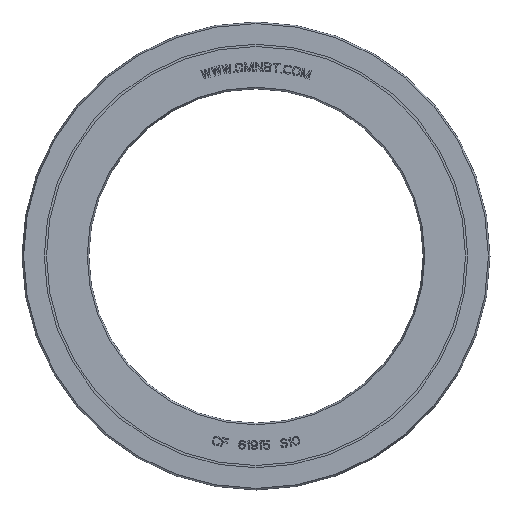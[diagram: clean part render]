
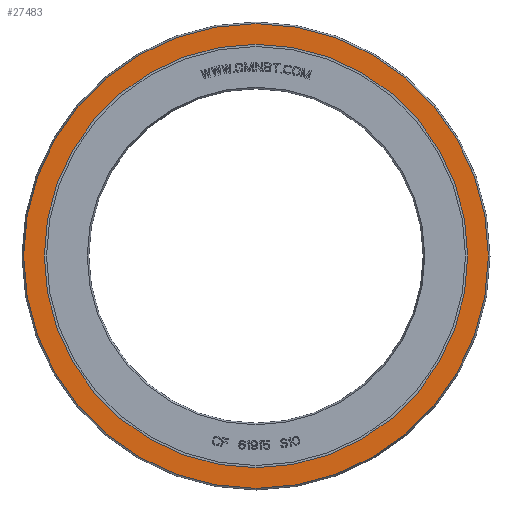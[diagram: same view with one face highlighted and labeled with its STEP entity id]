
A CAD part, front view. The second image highlights one B-rep face of the part: STEP entity #27483.
In plain terms, the highlighted planar face has unit normal (0, -1, 0).
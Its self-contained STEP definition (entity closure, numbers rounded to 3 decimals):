
#27002=CARTESIAN_POINT('',(0.,-3.,0.));
#27003=DIRECTION('',(0.,1.,0.));
#27004=DIRECTION('',(0.,0.,-1.));
#27005=AXIS2_PLACEMENT_3D('',#27002,#27003,#27004);
#27010=CARTESIAN_POINT('',(0.,-3.,0.));
#27011=DIRECTION('',(0.,-1.,0.));
#27012=DIRECTION('',(0.,0.,-1.));
#27013=AXIS2_PLACEMENT_3D('',#27010,#27011,#27012);
#27018=CARTESIAN_POINT('',(0.,-3.,0.));
#27019=DIRECTION('',(0.,-1.,0.));
#27020=DIRECTION('',(0.,0.,-1.));
#27021=AXIS2_PLACEMENT_3D('',#27018,#27019,#27020);
#27040=CARTESIAN_POINT('',(0.,-3.,0.));
#27041=DIRECTION('',(0.,1.,0.));
#27042=DIRECTION('',(0.,0.,-1.));
#27043=AXIS2_PLACEMENT_3D('',#27040,#27041,#27042);
#27079=CARTESIAN_POINT('',(0.,-3.,-47.5));
#27081=VERTEX_POINT('',#27079);
#27082=CARTESIAN_POINT('',(0.,-3.,-52.136));
#27084=VERTEX_POINT('',#27082);
#27095=CARTESIAN_POINT('',(0.,-3.,47.5));
#27097=VERTEX_POINT('',#27095);
#27098=CARTESIAN_POINT('',(0.,-3.,52.136));
#27100=VERTEX_POINT('',#27098);
#27468=CARTESIAN_POINT('',(0.,-3.,0.));
#27469=DIRECTION('',(0.,-1.,0.));
#27470=DIRECTION('',(0.,0.,1.));
#27471=AXIS2_PLACEMENT_3D('',#27468,#27469,#27470);
#27472=PLANE('',#27471);
#27474=ORIENTED_EDGE('',*,*,#27473,.F.);
#27476=ORIENTED_EDGE('',*,*,#27475,.T.);
#27477=EDGE_LOOP('',(#27474,#27476));
#27478=FACE_OUTER_BOUND('',#27477,.F.);
#27479=ORIENTED_EDGE('',*,*,#27461,.F.);
#27480=ORIENTED_EDGE('',*,*,#27450,.T.);
#27481=EDGE_LOOP('',(#27479,#27480));
#27482=FACE_BOUND('',#27481,.F.);
#27006=CIRCLE('',#27005,47.5);
#27014=CIRCLE('',#27013,47.5);
#27022=CIRCLE('',#27021,52.136);
#27044=CIRCLE('',#27043,52.136);
#27450=EDGE_CURVE('',#27081,#27097,#27014,.T.);
#27461=EDGE_CURVE('',#27081,#27097,#27006,.T.);
#27473=EDGE_CURVE('',#27084,#27100,#27022,.T.);
#27475=EDGE_CURVE('',#27084,#27100,#27044,.T.);
#27483=ADVANCED_FACE('',(#27478,#27482),#27472,.T.);
